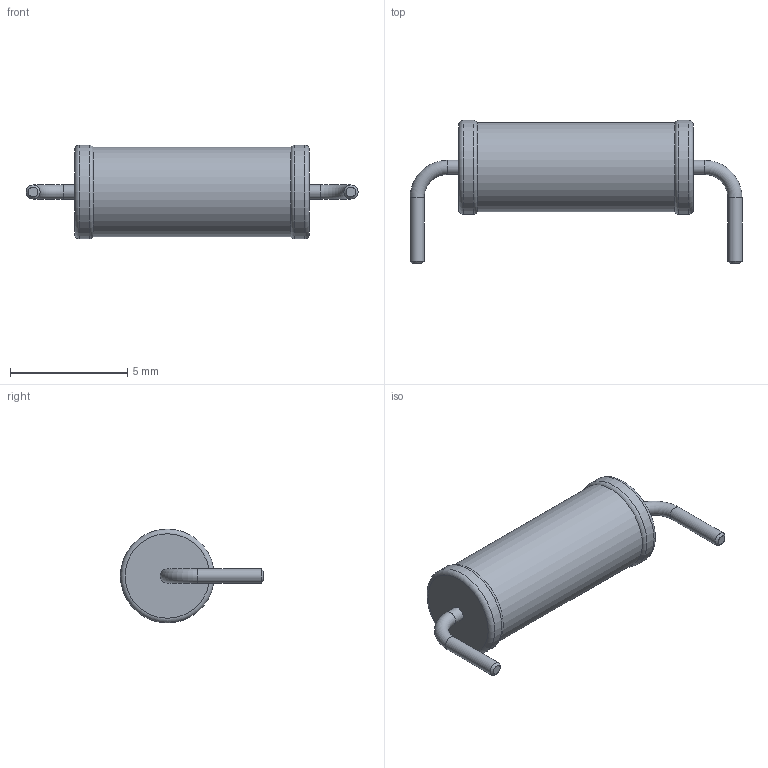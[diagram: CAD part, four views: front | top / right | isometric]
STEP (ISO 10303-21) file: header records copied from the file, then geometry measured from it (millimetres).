
FILE_DESCRIPTION(/* description */ ('Alibre Inc.'),/* implementation_level */ '2;1');
FILE_NAME(/* name */ 'export0',/* time_stamp */ '2012-10-09T20:12:00+03:00',/* author */ (''),/* organization */ (''),/* preprocessor_version */ 'ST-DEVELOPER v14',/* originating_system */ 'Alibre',/* authorisation */ '');
FILE_SCHEMA (('AUTOMOTIVE_DESIGN'));
Length unit declared in the file: centimetre
Bounding box: 14.15 x 6.1 x 4 mm (x, y, z)
Volume: 118 mm3; surface area: 163.9 mm2
Topology: 1 solids, 1 shells, 19 faces, 37 edges, 22 vertices
Faces by surface type: cylinder 7, torus 6, plane 4, cone 2
Full cylindrical faces by diameter (mm): 0.6 x4, 3.8 x1, 4 x2
Entity records: 412 total; most frequent: DIRECTION 64, CARTESIAN_POINT 55, AXIS2_PLACEMENT_3D 37, ORIENTED_EDGE 36, EDGE_LOOP 36, FACE_BOUND 36, STYLED_ITEM 20, ADVANCED_FACE 19
